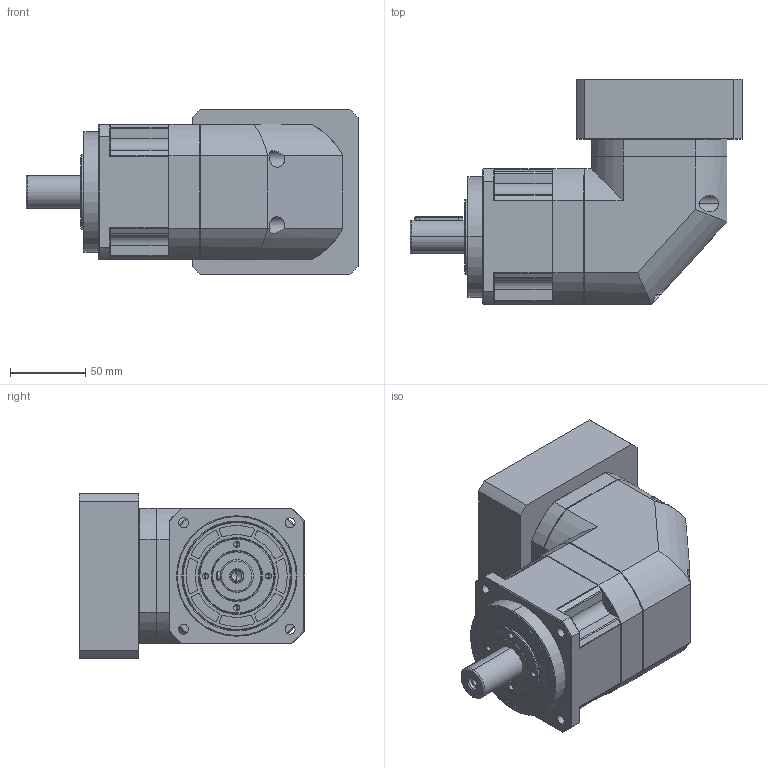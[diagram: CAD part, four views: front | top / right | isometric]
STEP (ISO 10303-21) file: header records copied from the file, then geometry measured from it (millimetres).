
FILE_DESCRIPTION((''),'2;1');
FILE_NAME('TMR090-L1-S2-P2-F-0007_ASM_ASM','2024-06-11T11:08:25',('mayn'),(''),'CREO PARAMETRIC BY PTC INC, 2020053','CREO PARAMETRIC BY PTC INC, 2020053','');
FILE_SCHEMA(('CONFIG_CONTROL_DESIGN'));
Length unit declared in the file: millimetre
Products named in the file (20): HEXAGON_SOCKET_HEAD_CAP_S-15030; HEXAGON_SOCKET_HEAD_CAP_SC-4404; TMR900004_1; SPRING_LOCK_WASHERS--NORM-14923; HEXAGON_SOCKET_HEAD_CAP_S-14980; SPRING_LOCK_WASHERS--NORMA-4459; TMR900001_1; HEX_SOCKET_SET_SCREWS_WITH_FLAT; TMR900002_1; HEXAGON_SOCKET_HEAD_CAP_S-25556; 40X50X500_1; TMR900003_1; AKB90_D95-M8-115F10001_2; TMR90190001_1; __10001_3; 500_1; _KB900001_ASM_1_ASM; TMR90L1-95-19-45-M0002_ASM_2_ASM; TMR090-L1-S2-P2-F-0007_ASM_2_ASM; TMR090-L1-S2-P2-F-0007_ASM_ASM
Assembly tree (45 placements, depth 5):
  TMR090-L1-S2-P2-F-0007_ASM_ASM
    TMR090-L1-S2-P2-F-0007_ASM_2_ASM
      TMR90L1-95-19-45-M0002_ASM_2_ASM
        HEXAGON_SOCKET_HEAD_CAP_S-15030  x6
        HEXAGON_SOCKET_HEAD_CAP_SC-4404  x6
        TMR900004_1
        SPRING_LOCK_WASHERS--NORM-14923  x12
        HEXAGON_SOCKET_HEAD_CAP_S-14980  x3
        SPRING_LOCK_WASHERS--NORMA-4459  x4
        TMR900001_1
        HEX_SOCKET_SET_SCREWS_WITH_FLAT
        TMR900002_1
        HEXAGON_SOCKET_HEAD_CAP_S-25556
        40X50X500_1
        TMR900003_1
        AKB90_D95-M8-115F10001_2
        TMR90190001_1
        _KB900001_ASM_1_ASM
          __10001_3
          500_1
Bounding box: 220.48 x 149.5 x 109.96 mm (x, y, z)
Volume: 1489529.5 mm3; surface area: 231220.1 mm2
Topology: 42 solids, 46 shells, 1278 faces, 3148 edges, 1997 vertices
Faces by surface type: cylinder 551, plane 514, cone 165, torus 48
Entity records: 27072 total; most frequent: CARTESIAN_POINT 5253, DIRECTION 4956, ORIENTED_EDGE 4220, EDGE_CURVE 2110, AXIS2_PLACEMENT_3D 2022, VERTEX_POINT 1377, CIRCLE 1075, EDGE_LOOP 985
